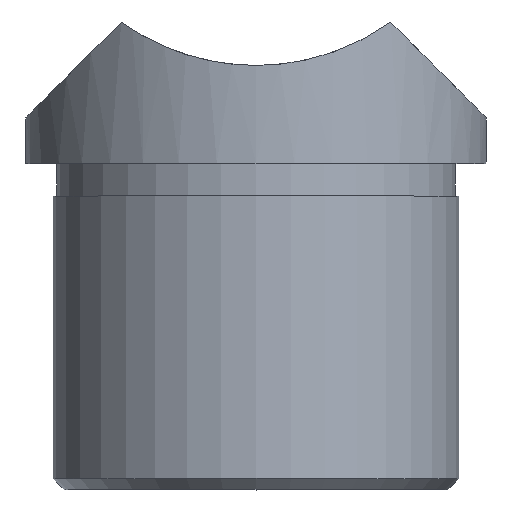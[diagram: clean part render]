
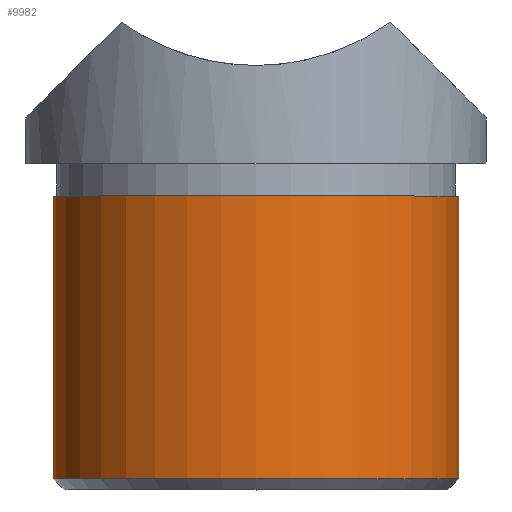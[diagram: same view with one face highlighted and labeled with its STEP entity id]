
A CAD part, top view. The second image highlights one B-rep face of the part: STEP entity #9982.
In plain terms, the highlighted cylindrical face has radius 18.65 mm (diameter 37.3 mm), a full revolution.
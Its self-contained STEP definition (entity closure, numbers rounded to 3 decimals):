
#639 = AXIS2_PLACEMENT_3D ( 'NONE', #3324, #8708, #11763 ) ;
#950 = DIRECTION ( 'NONE',  ( 0., 0., 1. ) ) ;
#1282 = DIRECTION ( 'NONE',  ( 0., -1., 0. ) ) ;
#2164 = CARTESIAN_POINT ( 'NONE',  ( 0., -3., 0. ) ) ;
#2188 = EDGE_LOOP ( 'NONE', ( #5828 ) ) ;
#2924 = EDGE_CURVE ( 'NONE', #6736, #6736, #9060, .T. ) ;
#3324 = CARTESIAN_POINT ( 'NONE',  ( 0., -29., 0. ) ) ;
#4301 = CIRCLE ( 'NONE', #12961, 18.65 ) ;
#5046 = ORIENTED_EDGE ( 'NONE', *, *, #2924, .T. ) ;
#5161 = CARTESIAN_POINT ( 'NONE',  ( 0., -29., -18.65 ) ) ;
#5227 = AXIS2_PLACEMENT_3D ( 'NONE', #9486, #5337, #950 ) ;
#5337 = DIRECTION ( 'NONE',  ( 0., 1., 0. ) ) ;
#5828 = ORIENTED_EDGE ( 'NONE', *, *, #8485, .T. ) ;
#5856 = EDGE_LOOP ( 'NONE', ( #5046 ) ) ;
#6146 = CARTESIAN_POINT ( 'NONE',  ( 0., -3., -18.65 ) ) ;
#6736 = VERTEX_POINT ( 'NONE', #5161 ) ;
#7427 = FACE_OUTER_BOUND ( 'NONE', #2188, .T. ) ;
#8485 = EDGE_CURVE ( 'NONE', #9736, #9736, #4301, .T. ) ;
#8708 = DIRECTION ( 'NONE',  ( 0., 1., 0. ) ) ;
#9060 = CIRCLE ( 'NONE', #639, 18.65 ) ;
#9486 = CARTESIAN_POINT ( 'NONE',  ( 0., -30., 0. ) ) ;
#9736 = VERTEX_POINT ( 'NONE', #6146 ) ;
#9982 = ADVANCED_FACE ( 'NONE', ( #10600, #7427 ), #12758, .T. ) ;
#10600 = FACE_OUTER_BOUND ( 'NONE', #5856, .T. ) ;
#11763 = DIRECTION ( 'NONE',  ( 0., 0., -1. ) ) ;
#12758 = CYLINDRICAL_SURFACE ( 'NONE', #5227, 18.65 ) ;
#12961 = AXIS2_PLACEMENT_3D ( 'NONE', #2164, #1282, #12963 ) ;
#12963 = DIRECTION ( 'NONE',  ( 0., 0., -1. ) ) ;
